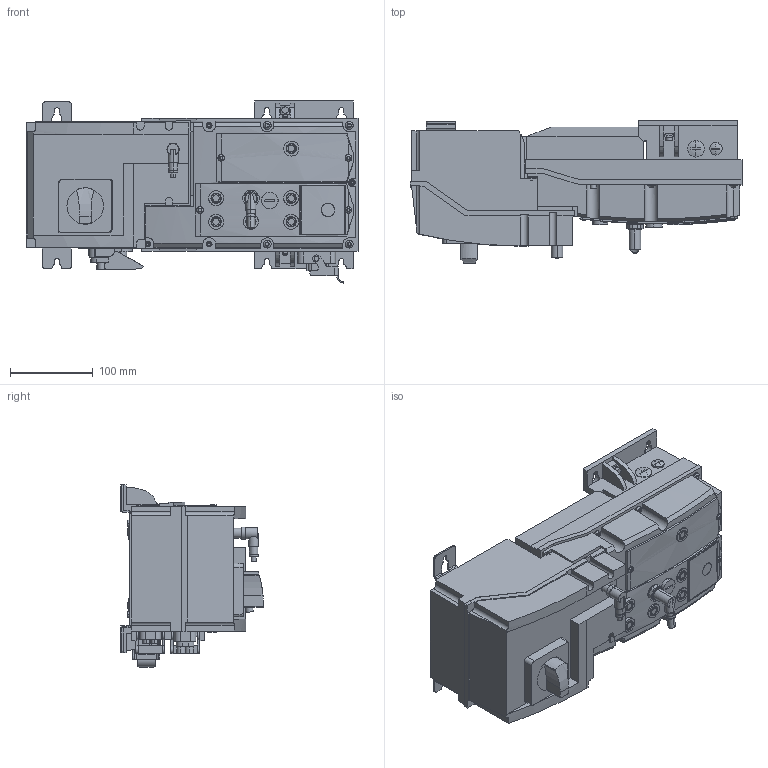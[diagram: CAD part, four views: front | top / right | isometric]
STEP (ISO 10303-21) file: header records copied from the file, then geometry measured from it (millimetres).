
FILE_DESCRIPTION(('STEP AP214'),'1');
FILE_NAME('cctmp_D6A85A00-C41B-4C37-8DF0-AE1DDDD3BDF9_2024_04_10_16_00_48_0402_23368..stp','2024-04-10T14:00:48',('Lenze SE'),('CADClick - www.CADClick.com'),'Spatial InterOp 3D',' ','unknown authorization');
FILE_SCHEMA(('AUTOMOTIVE_DESIGN'));
Length unit declared in the file: millimetre
Products named in the file (1): 2024_04_10_16_00_48_0355
Bounding box: 400.3 x 172 x 219.45 mm (x, y, z)
Volume: 7006718.9 mm3; surface area: 374121.6 mm2
Topology: 1 solids, 2 shells, 1163 faces, 3120 edges, 2063 vertices
Faces by surface type: plane 663, cylinder 458, cone 28, torus 14
Entity records: 49064 total; most frequent: CARTESIAN_POINT 9880, DIRECTION 6290, ORIENTED_EDGE 6240, EDGE_CURVE 3120, AXIS2_PLACEMENT_3D 2165, VERTEX_POINT 2063, LINE 1960, VECTOR 1960
